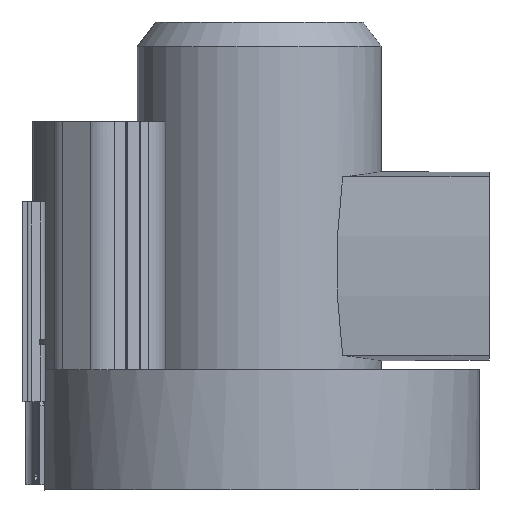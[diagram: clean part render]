
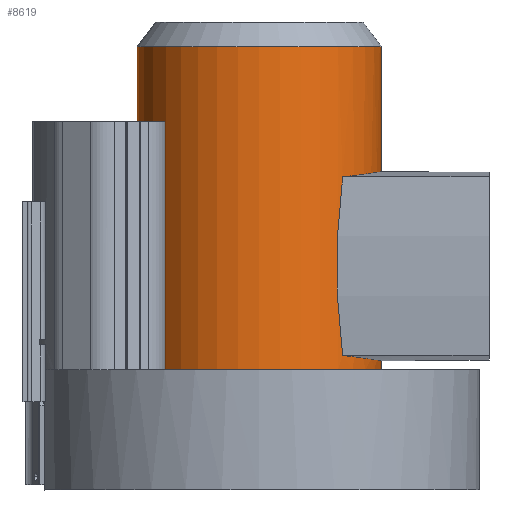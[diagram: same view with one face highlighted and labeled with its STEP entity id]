
A CAD part, left-side view. The second image highlights one B-rep face of the part: STEP entity #8619.
In plain terms, the highlighted cylindrical face has radius 79.5 mm (diameter 159 mm), a partial arc.
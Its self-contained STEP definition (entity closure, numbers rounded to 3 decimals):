
#404=CARTESIAN_POINT('',(0.,0.,
58.1));
#405=DIRECTION('',(0.,0.,1.));
#406=DIRECTION('',(0.,1.,0.));
#407=AXIS2_PLACEMENT_3D('',#404,#405,#406);
#3218=CARTESIAN_POINT('',(0.,-79.5,187.));
#3225=DIRECTION('',(0.,0.,-1.));
#3226=VECTOR('',#3225,210.3);
#3227=CARTESIAN_POINT('',(0.,79.5,
268.4));
#3228=LINE('',#3227,#3226);
#3229=CARTESIAN_POINT('',(0.,-79.5,64.114));
#3255=CARTESIAN_POINT('',(-58.125,-54.238,
67.505));
#3256=CARTESIAN_POINT('',(-55.142,-57.434,
67.155));
#3257=CARTESIAN_POINT('',(-48.657,-63.326,
66.451));
#3258=CARTESIAN_POINT('',(-37.622,-70.442,
65.487));
#3259=CARTESIAN_POINT('',(-25.613,-75.637,
64.719));
#3260=CARTESIAN_POINT('',(-12.965,-78.794,
64.227));
#3261=CARTESIAN_POINT('',(-4.318,-79.5,64.114));
#3262=CARTESIAN_POINT('',(0.,-79.5,64.114));
#3264=DIRECTION('',(0.,0.,-1.));
#3265=VECTOR('',#3264,6.014);
#3266=CARTESIAN_POINT('',(0.,-79.5,64.114));
#3267=LINE('',#3266,#3265);
#3268=CARTESIAN_POINT('',(0.,0.,
268.4));
#3269=DIRECTION('',(0.,0.,1.));
#3270=DIRECTION('',(0.,1.,0.));
#3271=AXIS2_PLACEMENT_3D('',#3268,#3269,#3270);
#3273=DIRECTION('',(0.,0.,-1.));
#3274=VECTOR('',#3273,81.4);
#3275=CARTESIAN_POINT('',(0.,-79.5,
268.4));
#3276=LINE('',#3275,#3274);
#3277=CARTESIAN_POINT('',(0.,-79.5,187.));
#3278=CARTESIAN_POINT('',(-3.499,-79.5,187.));
#3279=CARTESIAN_POINT('',(-10.588,-79.046,
186.927));
#3280=CARTESIAN_POINT('',(-21.535,-76.796,
186.574));
#3281=CARTESIAN_POINT('',(-31.829,-73.12,
186.019));
#3282=CARTESIAN_POINT('',(-41.49,-68.101,
185.304));
#3283=CARTESIAN_POINT('',(-50.293,-61.886,
184.488));
#3284=CARTESIAN_POINT('',(-55.623,-56.918,
183.903));
#3285=CARTESIAN_POINT('',(-58.112,-54.252,
183.612));
#3287=CARTESIAN_POINT('',(-58.112,-54.252,
183.612));
#3288=CARTESIAN_POINT('',(-58.673,-53.651,
178.817));
#3289=CARTESIAN_POINT('',(-59.657,-52.56,
169.205));
#3290=CARTESIAN_POINT('',(-60.717,-51.325,
154.705));
#3291=CARTESIAN_POINT('',(-61.356,-50.555,
140.146));
#3292=CARTESIAN_POINT('',(-61.571,-50.292,
125.558));
#3293=CARTESIAN_POINT('',(-61.36,-50.551,
110.97));
#3294=CARTESIAN_POINT('',(-60.724,-51.317,
96.412));
#3295=CARTESIAN_POINT('',(-59.667,-52.548,
81.911));
#3296=CARTESIAN_POINT('',(-58.685,-53.638,
72.3));
#3297=CARTESIAN_POINT('',(-58.125,-54.238,
67.505));
#3566=CARTESIAN_POINT('',(0.,-79.5,58.1));
#3567=CARTESIAN_POINT('',(0.,79.5,58.1));
#3568=VERTEX_POINT('',#3566);
#3569=VERTEX_POINT('',#3567);
#4207=CARTESIAN_POINT('',(0.,79.5,268.4));
#4208=CARTESIAN_POINT('',(0.,-79.5,268.4));
#4209=VERTEX_POINT('',#4207);
#4210=VERTEX_POINT('',#4208);
#4220=VERTEX_POINT('',#3218);
#4221=VERTEX_POINT('',#3229);
#4223=VERTEX_POINT('',#3285);
#4224=VERTEX_POINT('',#3297);
#8602=CARTESIAN_POINT('',(0.,0.,
58.1));
#8603=DIRECTION('',(0.,0.,1.));
#8604=DIRECTION('',(0.,-1.,0.));
#8605=AXIS2_PLACEMENT_3D('',#8602,#8603,#8604);
#8606=CYLINDRICAL_SURFACE('',#8605,79.5);
#8607=ORIENTED_EDGE('',*,*,#8591,.T.);
#8608=ORIENTED_EDGE('',*,*,#8546,.T.);
#8609=ORIENTED_EDGE('',*,*,#4433,.F.);
#8610=ORIENTED_EDGE('',*,*,#8543,.F.);
#8612=ORIENTED_EDGE('',*,*,#8611,.T.);
#8613=ORIENTED_EDGE('',*,*,#8539,.T.);
#8614=ORIENTED_EDGE('',*,*,#8567,.T.);
#8616=ORIENTED_EDGE('',*,*,#8615,.T.);
#8617=EDGE_LOOP('',(#8607,#8608,#8609,#8610,#8612,#8613,#8614,#8616));
#8618=FACE_OUTER_BOUND('',#8617,.F.);
#8619=ADVANCED_FACE('',(#8618),#8606,.T.);
#408=CIRCLE('',#407,79.5);
#3263=B_SPLINE_CURVE_WITH_KNOTS('',3,(#3255,#3256,#3257,#3258,#3259,#3260,#3261,
#3262),.UNSPECIFIED.,.F.,.F.,(4,1,1,1,1,4),(0.,0.2,0.4,0.6,0.8,1.),
.UNSPECIFIED.);
#3272=CIRCLE('',#3271,79.5);
#3286=B_SPLINE_CURVE_WITH_KNOTS('',3,(#3277,#3278,#3279,#3280,#3281,#3282,#3283,
#3284,#3285),.UNSPECIFIED.,.F.,.F.,(4,1,1,1,1,1,4),(0.,0.167,
0.333,0.5,0.667,0.833,1.),
.UNSPECIFIED.);
#3298=B_SPLINE_CURVE_WITH_KNOTS('',3,(#3287,#3288,#3289,#3290,#3291,#3292,#3293,
#3294,#3295,#3296,#3297),.UNSPECIFIED.,.F.,.F.,(4,1,1,1,1,1,1,1,4),(0.,
0.125,0.25,0.375,0.5,0.625,0.75,0.875,1.),.UNSPECIFIED.);
#4433=EDGE_CURVE('',#3569,#3568,#408,.T.);
#8539=EDGE_CURVE('',#4210,#4220,#3276,.T.);
#8543=EDGE_CURVE('',#4209,#3569,#3228,.T.);
#8546=EDGE_CURVE('',#4221,#3568,#3267,.T.);
#8567=EDGE_CURVE('',#4220,#4223,#3286,.T.);
#8591=EDGE_CURVE('',#4224,#4221,#3263,.T.);
#8611=EDGE_CURVE('',#4209,#4210,#3272,.T.);
#8615=EDGE_CURVE('',#4223,#4224,#3298,.T.);
